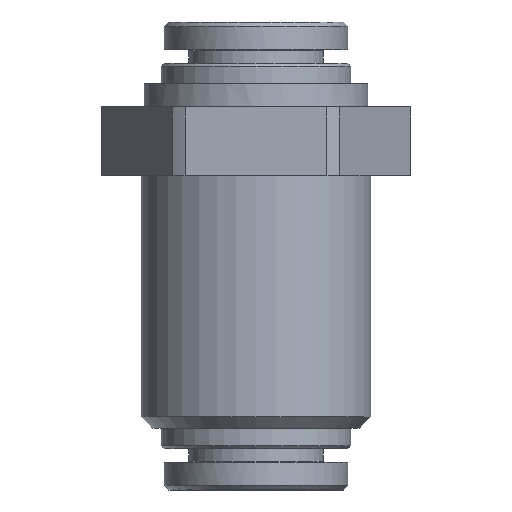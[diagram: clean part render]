
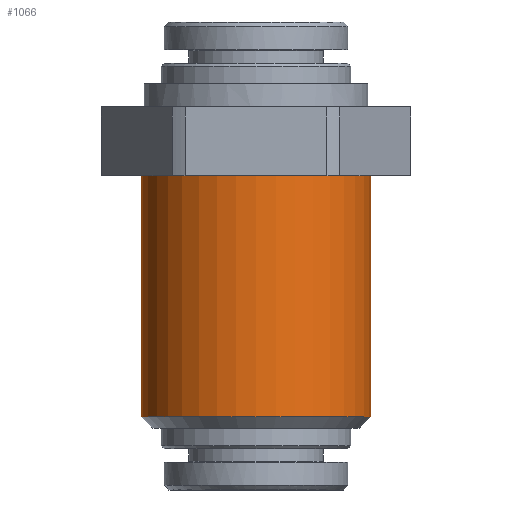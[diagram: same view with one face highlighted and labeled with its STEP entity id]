
A CAD part, front view. The second image highlights one B-rep face of the part: STEP entity #1066.
In plain terms, the highlighted cylindrical face has radius 10 mm (diameter 20 mm), a full revolution.
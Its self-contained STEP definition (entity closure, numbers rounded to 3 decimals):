
#1024=CARTESIAN_POINT('',(0.,10.,-21.));
#1025=VERTEX_POINT('',#1024);
#1026=CARTESIAN_POINT('',(0.0,0.,-21.));
#1027=DIRECTION('',(0.0,0.0,-1.0));
#1028=DIRECTION('',(0.0,-1.0,0.0));
#1029=AXIS2_PLACEMENT_3D('',#1026,#1027,#1028);
#1030=CIRCLE('',#1029,10.);
#1031=EDGE_CURVE('',#1025,#1025,#1030,.T.);
#1047=CARTESIAN_POINT('',(0.0,0.,-11.));
#1048=DIRECTION('',(0.0,0.,-1.0));
#1049=DIRECTION('',(0.0,1.0,0.0));
#1050=AXIS2_PLACEMENT_3D('',#1047,#1048,#1049);
#1051=CYLINDRICAL_SURFACE('',#1050,10.);
#1052=CARTESIAN_POINT('',(0.0,10.,0.0));
#1053=VERTEX_POINT('',#1052);
#1054=CARTESIAN_POINT('',(0.0,0.0,0.0));
#1055=DIRECTION('',(0.0,0.0,1.0));
#1056=DIRECTION('',(0.0,1.0,0.0));
#1057=AXIS2_PLACEMENT_3D('',#1054,#1055,#1056);
#1058=CIRCLE('',#1057,10.);
#1059=EDGE_CURVE('',#1053,#1053,#1058,.T.);
#1060=ORIENTED_EDGE('',*,*,#1059,.F.);
#1061=EDGE_LOOP('',(#1060));
#1062=FACE_OUTER_BOUND('',#1061,.T.);
#1063=ORIENTED_EDGE('',*,*,#1031,.F.);
#1064=EDGE_LOOP('',(#1063));
#1065=FACE_BOUND('',#1064,.T.);
#1066=ADVANCED_FACE('',(#1062,#1065),#1051,.T.);
